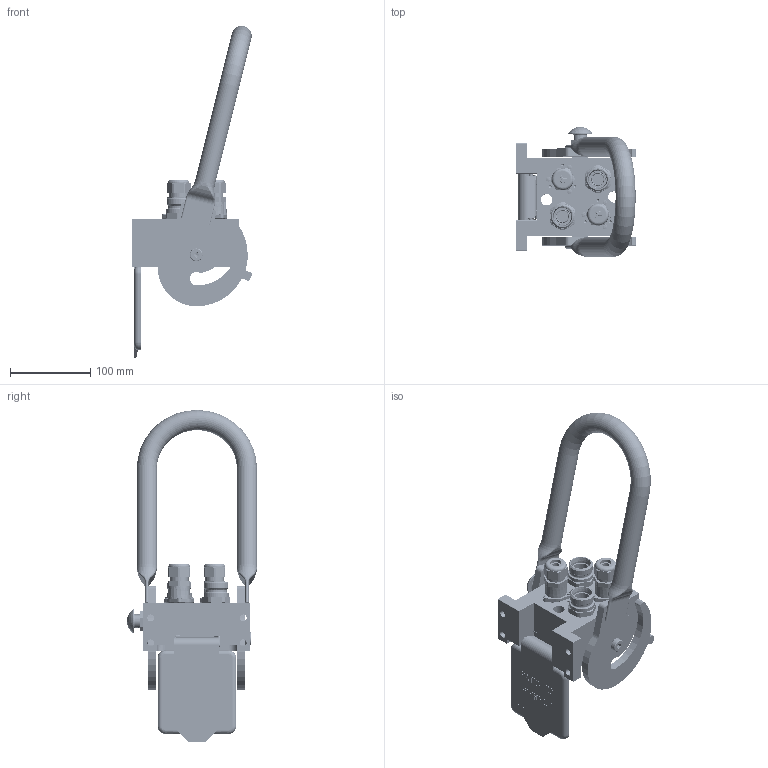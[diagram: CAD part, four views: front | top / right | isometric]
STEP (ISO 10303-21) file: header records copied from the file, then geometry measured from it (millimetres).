
FILE_DESCRIPTION (( 'STEP AP214' ), '1' );
FILE_NAME ('FASTER.step', '2026-02-13T08:43:31', ( '' ), ( '' ), 'SwSTEP 2.0', 'SolidWorks 2017', '' );
FILE_SCHEMA (( 'AUTOMOTIVE_DESIGN' ));
Length unit declared in the file: millimetre
Products named in the file (34): 4830_024_5000_000^4830_024_5000_000; 4830_044_0000_000; 2ffnb12-2_302f; 4830_013_3000_030; 4830_001_0005_301; 4830_025_2000_000; 4830_070_0000_001; conn_3p_f; A_2ffnb12-2_302f; 0048_317_1000_000; 4830_022_0000_011; 4830_020_0000_022; 4810_001_0001_014; 4340_014_0000_000; 0048_042_0412_000; 4142_072_1000_300; 4830_025_1000_000; 4830_046_0000_000; 4840_024_1000_010; 4241_072_0000_200; 4830_024_1000_011; corpospel08-3f; P508_F_V_BASE; 4830_025_0000_001; 4820_001_0004_000; 4830_001_0005_300; FASTER; curs_molla_12; 4830_024_5000_000; 4840_024_1000_020; or1_5x7_m; et011; sicura_p5
Assembly tree (38 placements, depth 4):
  4830_024_5000_000^4830_024_5000_000
  FASTER
    P508_F_V_BASE
      4830_020_0000_022
      4830_025_1000_000
      4830_070_0000_001
      4820_001_0004_000
      4810_001_0001_014
      4830_001_0005_300
      4830_001_0005_301
      4830_022_0000_011
      4830_013_3000_030  x2
      0048_317_1000_000  x2
    conn_3p_f  x2
      corpospel08-3f
      4830_044_0000_000
      4830_046_0000_000
      4241_072_0000_200
    A_2ffnb12-2_302f  x2
      curs_molla_12
        4340_014_0000_000
        4142_072_1000_300
      2ffnb12-2_302f
        2ffnb12-2_302f
    4830_024_5000_000
      sicura_p5
        4830_025_0000_001
        or1_5x7_m
        0048_042_0412_000
      4830_024_1000_011
      4840_024_1000_010
      4840_024_1000_020
      4830_025_2000_000
    et011
Bounding box: 149.01 x 161.73 x 412.71 mm (x, y, z)
Volume: 269543.4 mm3; surface area: 346643.5 mm2
Topology: 24 solids, 77 shells, 4710 faces, 12675 edges, 8082 vertices
Faces by surface type: plane 2295, cylinder 1067, torus 630, cone 390, bspline 263, sphere 65
Entity records: 154858 total; most frequent: CARTESIAN_POINT 57804, ORIENTED_EDGE 18327, DIRECTION 17358, EDGE_CURVE 9545, VERTEX_POINT 6107, LINE 5882, VECTOR 5882, AXIS2_PLACEMENT_3D 5738
